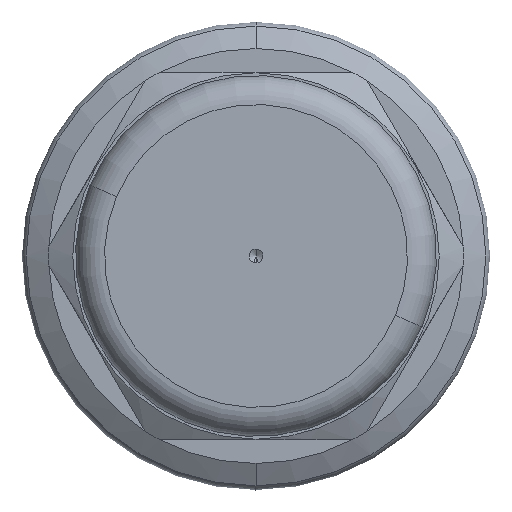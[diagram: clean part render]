
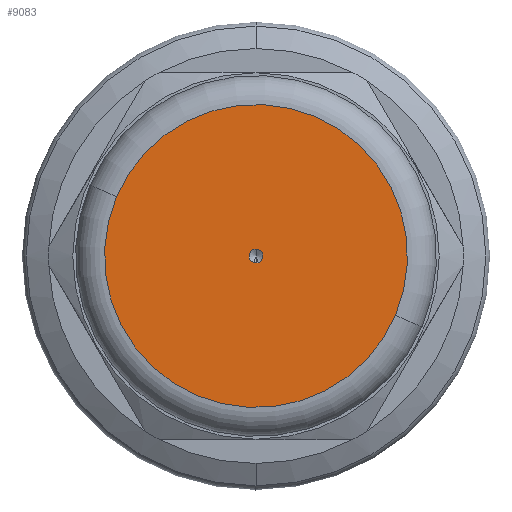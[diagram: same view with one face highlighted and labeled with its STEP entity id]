
A CAD part, left-side view. The second image highlights one B-rep face of the part: STEP entity #9083.
In plain terms, the highlighted planar face has unit normal (-1, 0, 0).
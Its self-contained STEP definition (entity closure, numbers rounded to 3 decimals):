
#635 = AXIS2_PLACEMENT_3D ( 'NONE', #2421, #5652, #8845 ) ;
#674 = DIRECTION ( 'NONE',  ( 0., -0.92, -0.392 ) ) ;
#718 = EDGE_CURVE ( 'NONE', #6833, #7409, #3067, .T. ) ;
#1073 = DIRECTION ( 'NONE',  ( -1., 0., 0. ) ) ;
#1080 = VERTEX_POINT ( 'NONE', #8672 ) ;
#1144 = CIRCLE ( 'NONE', #5225, 13.075 ) ;
#1234 = AXIS2_PLACEMENT_3D ( 'NONE', #7266, #6597, #8124 ) ;
#1774 = EDGE_CURVE ( 'NONE', #1080, #9193, #1144, .T. ) ;
#2079 = CARTESIAN_POINT ( 'NONE',  ( -238.35, 10.371, 5.127 ) ) ;
#2421 = CARTESIAN_POINT ( 'NONE',  ( -238.35, -1.657, 0. ) ) ;
#2443 = ORIENTED_EDGE ( 'NONE', *, *, #1774, .F. ) ;
#2679 = PLANE ( 'NONE',  #8135 ) ;
#3067 = CIRCLE ( 'NONE', #635, 0.6 ) ;
#3454 = EDGE_LOOP ( 'NONE', ( #2443, #9025 ) ) ;
#3475 = ORIENTED_EDGE ( 'NONE', *, *, #9538, .T. ) ;
#3865 = ORIENTED_EDGE ( 'NONE', *, *, #718, .T. ) ;
#5143 = CARTESIAN_POINT ( 'NONE',  ( -238.35, -2.209, -0.235 ) ) ;
#5225 = AXIS2_PLACEMENT_3D ( 'NONE', #7975, #10383, #10419 ) ;
#5548 = CARTESIAN_POINT ( 'NONE',  ( -238.35, -1.657, 0. ) ) ;
#5652 = DIRECTION ( 'NONE',  ( 1., 0., 0. ) ) ;
#5858 = CARTESIAN_POINT ( 'NONE',  ( -238.35, -2.209, -0.235 ) ) ;
#6147 = FACE_OUTER_BOUND ( 'NONE', #3454, .T. ) ;
#6345 = AXIS2_PLACEMENT_3D ( 'NONE', #5548, #8738, #674 ) ;
#6597 = DIRECTION ( 'NONE',  ( 1., 0., 0. ) ) ;
#6783 = DIRECTION ( 'NONE',  ( 0., 0.92, 0.392 ) ) ;
#6833 = VERTEX_POINT ( 'NONE', #5858 ) ;
#7266 = CARTESIAN_POINT ( 'NONE',  ( -238.35, -1.657, 0. ) ) ;
#7322 = EDGE_CURVE ( 'NONE', #9193, #1080, #9434, .T. ) ;
#7409 = VERTEX_POINT ( 'NONE', #8667 ) ;
#7975 = CARTESIAN_POINT ( 'NONE',  ( -238.35, -1.657, 0. ) ) ;
#8124 = DIRECTION ( 'NONE',  ( 0., -0.92, -0.392 ) ) ;
#8135 = AXIS2_PLACEMENT_3D ( 'NONE', #5143, #1073, #6783 ) ;
#8667 = CARTESIAN_POINT ( 'NONE',  ( -238.35, -1.105, 0.235 ) ) ;
#8672 = CARTESIAN_POINT ( 'NONE',  ( -238.35, -13.685, -5.127 ) ) ;
#8738 = DIRECTION ( 'NONE',  ( 1., 0., 0. ) ) ;
#8845 = DIRECTION ( 'NONE',  ( 0., -0.92, -0.392 ) ) ;
#9025 = ORIENTED_EDGE ( 'NONE', *, *, #7322, .F. ) ;
#9083 = ADVANCED_FACE ( 'NONE', ( #10156, #6147 ), #2679, .T. ) ;
#9193 = VERTEX_POINT ( 'NONE', #2079 ) ;
#9434 = CIRCLE ( 'NONE', #1234, 13.075 ) ;
#9538 = EDGE_CURVE ( 'NONE', #7409, #6833, #10384, .T. ) ;
#9979 = EDGE_LOOP ( 'NONE', ( #3865, #3475 ) ) ;
#10156 = FACE_BOUND ( 'NONE', #9979, .T. ) ;
#10383 = DIRECTION ( 'NONE',  ( 1., 0., 0. ) ) ;
#10384 = CIRCLE ( 'NONE', #6345, 0.6 ) ;
#10419 = DIRECTION ( 'NONE',  ( 0., -0.92, -0.392 ) ) ;
